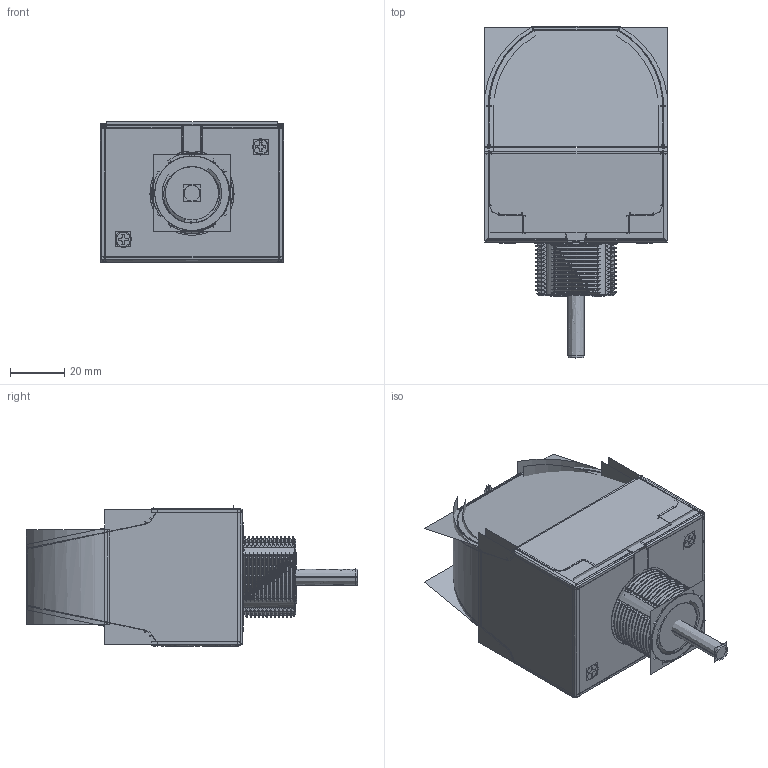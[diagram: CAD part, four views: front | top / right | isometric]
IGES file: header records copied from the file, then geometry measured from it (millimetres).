
Start section:  PTC IGES file: 215163_sm01.igs
Global section: file name: 215163_sm01.igs; native system: Creo Parametric by PTC Inc.; preprocessor: 2019292; author: PDMAdmin; organization: Unknown; date: 20210818.140535; units: millimetre
Bounding box: 68 x 122.71 x 52.1 mm (x, y, z)
Volume: 82849.9 mm3; surface area: 192538.7 mm2
Topology: 1 solids, 4 shells, 2169 faces, 13757 edges, 18320 vertices
Faces by surface type: bspline 1207, revolution 962
